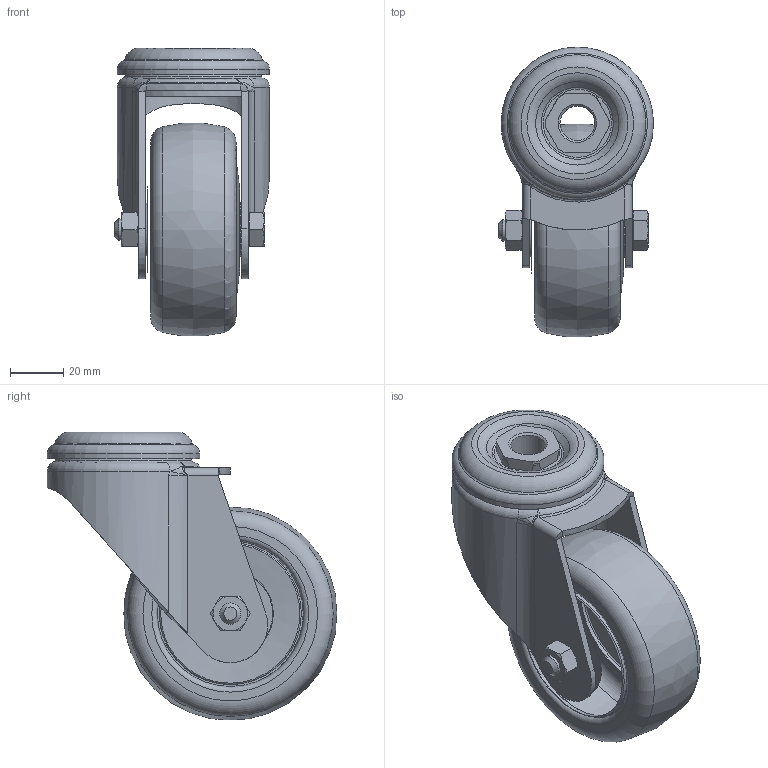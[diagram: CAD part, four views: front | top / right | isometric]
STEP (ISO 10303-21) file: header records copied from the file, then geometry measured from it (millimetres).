
FILE_DESCRIPTION(/* description */ ('Lenkrolle D80 ESD'),/* implementation_level */ '2;1');
FILE_NAME(/* name */ '412541238 Lenkrolle D80 ESD.stp',/* time_stamp */ '2019-02-26T16:05:56+01:00',/* author */ ('WeHe'),/* organization */ (''),/* preprocessor_version */ 'ST-DEVELOPER v17.2',/* originating_system */ 'Autodesk Inventor 2019',/* authorisation */ '');
FILE_SCHEMA (('AUTOMOTIVE_DESIGN { 1 0 10303 214 3 1 1 }'));
Length unit declared in the file: millimetre
Products named in the file (1): 412541238
Bounding box: 58 x 108.33 x 107.83 mm (x, y, z)
Volume: 206040.7 mm3; surface area: 40948.2 mm2
Topology: 1 solids, 3 shells, 195 faces, 526 edges, 346 vertices
Faces by surface type: plane 58, cone 41, bspline 40, torus 31, cylinder 25
Full cylindrical faces by diameter (mm): 3 x1, 8 x3, 12.999 x1, 13 x1, 15 x2, 20 x2, 20.45 x1, 53 x2, 57 x1
Entity records: 14783 total; most frequent: CARTESIAN_POINT 9911, ORIENTED_EDGE 1040, DIRECTION 905, EDGE_CURVE 520, AXIS2_PLACEMENT_3D 395, VERTEX_POINT 346, CIRCLE 235, EDGE_LOOP 219
